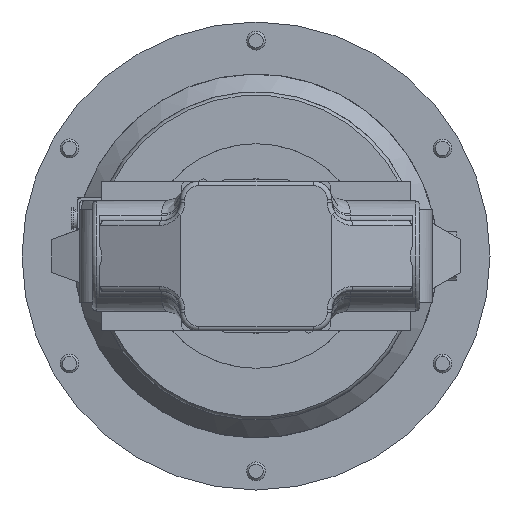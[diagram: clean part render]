
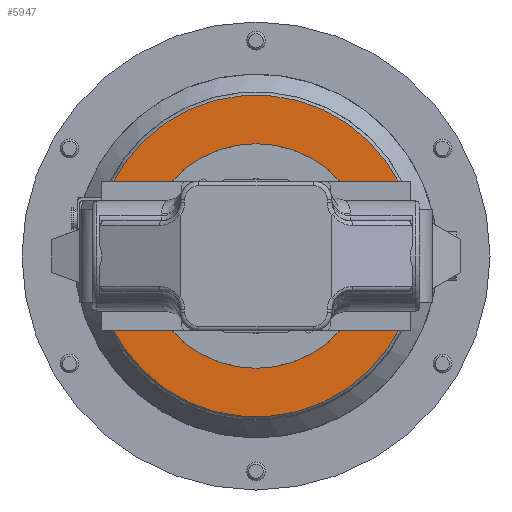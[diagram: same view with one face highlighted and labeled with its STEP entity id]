
A CAD part, front view. The second image highlights one B-rep face of the part: STEP entity #5947.
In plain terms, the highlighted planar face has unit normal (0, -1, 0).
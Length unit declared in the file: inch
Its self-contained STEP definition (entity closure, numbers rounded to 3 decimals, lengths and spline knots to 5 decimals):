
#28 = ORIENTED_EDGE ( 'NONE', *, *, #22970, .F. ) ;
#248 = DIRECTION ( 'NONE',  ( 0., -1., 0. ) ) ;
#289 = EDGE_CURVE ( 'NONE', #29820, #8568, #24717, .T. ) ;
#516 = AXIS2_PLACEMENT_3D ( 'NONE', #21750, #6164, #24357 ) ;
#946 = DIRECTION ( 'NONE',  ( 1., 0., 0. ) ) ;
#1043 = ORIENTED_EDGE ( 'NONE', *, *, #33474, .T. ) ;
#1205 = ORIENTED_EDGE ( 'NONE', *, *, #29039, .T. ) ;
#2047 = DIRECTION ( 'NONE',  ( 1., 0., 0. ) ) ;
#2483 = CARTESIAN_POINT ( 'NONE',  ( -2.11301, 16.989, 0.585 ) ) ;
#3416 = CARTESIAN_POINT ( 'NONE',  ( 2.35699, 16.989, -0.585 ) ) ;
#3685 = ORIENTED_EDGE ( 'NONE', *, *, #25816, .T. ) ;
#3764 = DIRECTION ( 'NONE',  ( -1., 0., 0. ) ) ;
#4749 = AXIS2_PLACEMENT_3D ( 'NONE', #21515, #5944, #24146 ) ;
#4798 = AXIS2_PLACEMENT_3D ( 'NONE', #15843, #248, #18445 ) ;
#4991 = DIRECTION ( 'NONE',  ( -1., 0., 0. ) ) ;
#5895 = CIRCLE ( 'NONE', #31062, 2.4285 ) ;
#5905 = VECTOR ( 'NONE', #946, 39.37008 ) ;
#5944 = DIRECTION ( 'NONE',  ( 0., -1., 0. ) ) ;
#5947 = ADVANCED_FACE ( 'NONE', ( #22407, #28575 ), #10604, .F. ) ;
#6164 = DIRECTION ( 'NONE',  ( 0., -1., 0. ) ) ;
#6532 = CARTESIAN_POINT ( 'NONE',  ( 0., 16.989, 0. ) ) ;
#7234 = VERTEX_POINT ( 'NONE', #18059 ) ;
#7543 = ORIENTED_EDGE ( 'NONE', *, *, #30696, .T. ) ;
#7715 = VECTOR ( 'NONE', #3764, 39.37008 ) ;
#7792 = CARTESIAN_POINT ( 'NONE',  ( 0., 16.989, 0. ) ) ;
#8517 = VERTEX_POINT ( 'NONE', #3416 ) ;
#8568 = VERTEX_POINT ( 'NONE', #8788 ) ;
#8788 = CARTESIAN_POINT ( 'NONE',  ( -2.11301, 16.989, 0.585 ) ) ;
#8791 = CARTESIAN_POINT ( 'NONE',  ( 2.35699, 16.989, 0.585 ) ) ;
#8823 = CARTESIAN_POINT ( 'NONE',  ( 0., 16.989, 0. ) ) ;
#9178 = DIRECTION ( 'NONE',  ( 1., 0., 0. ) ) ;
#9456 = EDGE_CURVE ( 'NONE', #29343, #19778, #33644, .T. ) ;
#9932 = CARTESIAN_POINT ( 'NONE',  ( 0., 16.989, -0.46 ) ) ;
#10430 = DIRECTION ( 'NONE',  ( 1., 0., 0. ) ) ;
#10604 = PLANE ( 'NONE',  #31063 ) ;
#10608 = CIRCLE ( 'NONE', #516, 2.14874 ) ;
#11305 = ORIENTED_EDGE ( 'NONE', *, *, #17303, .T. ) ;
#11409 = DIRECTION ( 'NONE',  ( 0., 0., 1. ) ) ;
#11634 = CARTESIAN_POINT ( 'NONE',  ( -2.06757, 16.989, 0.585 ) ) ;
#11776 = AXIS2_PLACEMENT_3D ( 'NONE', #33278, #17625, #2047 ) ;
#12262 = CARTESIAN_POINT ( 'NONE',  ( 2.06757, 16.989, -0.585 ) ) ;
#12565 = VERTEX_POINT ( 'NONE', #27746 ) ;
#12824 = VERTEX_POINT ( 'NONE', #15781 ) ;
#13224 = DIRECTION ( 'NONE',  ( 1., 0., 0. ) ) ;
#13484 = EDGE_CURVE ( 'NONE', #19778, #19338, #20330, .T. ) ;
#13529 = CIRCLE ( 'NONE', #4749, 1.5 ) ;
#13711 = AXIS2_PLACEMENT_3D ( 'NONE', #8823, #27023, #11409 ) ;
#15732 = EDGE_LOOP ( 'NONE', ( #22008, #15923, #7543, #20905, #24145, #11305, #3685, #1043, #1205 ) ) ;
#15746 = DIRECTION ( 'NONE',  ( 1., 0., 0. ) ) ;
#15781 = CARTESIAN_POINT ( 'NONE',  ( 0., 16.989, 1.5 ) ) ;
#15782 = CARTESIAN_POINT ( 'NONE',  ( -2.06757, 16.989, -0.585 ) ) ;
#15843 = CARTESIAN_POINT ( 'NONE',  ( 0., 16.989, 0. ) ) ;
#15923 = ORIENTED_EDGE ( 'NONE', *, *, #289, .T. ) ;
#16636 = CARTESIAN_POINT ( 'NONE',  ( -2.11301, 16.989, 0.585 ) ) ;
#17303 = EDGE_CURVE ( 'NONE', #19338, #8517, #25239, .T. ) ;
#17364 = EDGE_CURVE ( 'NONE', #32144, #29820, #10608, .T. ) ;
#17625 = DIRECTION ( 'NONE',  ( 0., -1., 0. ) ) ;
#18059 = CARTESIAN_POINT ( 'NONE',  ( 0., 16.989, -1.5 ) ) ;
#18445 = DIRECTION ( 'NONE',  ( 1., 0., 0. ) ) ;
#19123 = CARTESIAN_POINT ( 'NONE',  ( -2.11301, 16.989, -0.585 ) ) ;
#19215 = ORIENTED_EDGE ( 'NONE', *, *, #29721, .F. ) ;
#19338 = VERTEX_POINT ( 'NONE', #12262 ) ;
#19778 = VERTEX_POINT ( 'NONE', #15782 ) ;
#20330 = CIRCLE ( 'NONE', #11776, 2.14874 ) ;
#20905 = ORIENTED_EDGE ( 'NONE', *, *, #9456, .T. ) ;
#21271 = CARTESIAN_POINT ( 'NONE',  ( 2.06757, 16.989, 0.585 ) ) ;
#21515 = CARTESIAN_POINT ( 'NONE',  ( 0., 16.989, 0. ) ) ;
#21581 = EDGE_LOOP ( 'NONE', ( #19215, #28 ) ) ;
#21750 = CARTESIAN_POINT ( 'NONE',  ( 0., 16.989, 0. ) ) ;
#22008 = ORIENTED_EDGE ( 'NONE', *, *, #17364, .T. ) ;
#22221 = AXIS2_PLACEMENT_3D ( 'NONE', #6532, #24736, #9178 ) ;
#22407 = FACE_BOUND ( 'NONE', #21581, .T. ) ;
#22970 = EDGE_CURVE ( 'NONE', #12824, #7234, #13529, .T. ) ;
#23080 = VECTOR ( 'NONE', #4991, 39.37008 ) ;
#24145 = ORIENTED_EDGE ( 'NONE', *, *, #13484, .T. ) ;
#24146 = DIRECTION ( 'NONE',  ( 0., 0., 1. ) ) ;
#24357 = DIRECTION ( 'NONE',  ( 1., 0., 0. ) ) ;
#24717 = LINE ( 'NONE', #2483, #23080 ) ;
#24736 = DIRECTION ( 'NONE',  ( 0., -1., 0. ) ) ;
#25239 = LINE ( 'NONE', #31353, #32222 ) ;
#25816 = EDGE_CURVE ( 'NONE', #8517, #12565, #30222, .T. ) ;
#25977 = CIRCLE ( 'NONE', #22221, 2.1925 ) ;
#26009 = DIRECTION ( 'NONE',  ( 0., -1., 0. ) ) ;
#27023 = DIRECTION ( 'NONE',  ( 0., -1., 0. ) ) ;
#27746 = CARTESIAN_POINT ( 'NONE',  ( 2.4285, 16.989, 0. ) ) ;
#28575 = FACE_OUTER_BOUND ( 'NONE', #15732, .T. ) ;
#28825 = DIRECTION ( 'NONE',  ( 0., 1., 0. ) ) ;
#29039 = EDGE_CURVE ( 'NONE', #32295, #32144, #33816, .T. ) ;
#29292 = CIRCLE ( 'NONE', #13711, 1.5 ) ;
#29343 = VERTEX_POINT ( 'NONE', #32971 ) ;
#29721 = EDGE_CURVE ( 'NONE', #7234, #12824, #29292, .T. ) ;
#29820 = VERTEX_POINT ( 'NONE', #11634 ) ;
#30222 = CIRCLE ( 'NONE', #4798, 2.4285 ) ;
#30696 = EDGE_CURVE ( 'NONE', #8568, #29343, #25977, .T. ) ;
#31062 = AXIS2_PLACEMENT_3D ( 'NONE', #7792, #26009, #10430 ) ;
#31063 = AXIS2_PLACEMENT_3D ( 'NONE', #9932, #28825, #13224 ) ;
#31353 = CARTESIAN_POINT ( 'NONE',  ( -2.11301, 16.989, -0.585 ) ) ;
#32144 = VERTEX_POINT ( 'NONE', #21271 ) ;
#32222 = VECTOR ( 'NONE', #15746, 39.37008 ) ;
#32295 = VERTEX_POINT ( 'NONE', #8791 ) ;
#32971 = CARTESIAN_POINT ( 'NONE',  ( -2.11301, 16.989, -0.585 ) ) ;
#33278 = CARTESIAN_POINT ( 'NONE',  ( 0., 16.989, 0. ) ) ;
#33474 = EDGE_CURVE ( 'NONE', #12565, #32295, #5895, .T. ) ;
#33644 = LINE ( 'NONE', #19123, #5905 ) ;
#33816 = LINE ( 'NONE', #16636, #7715 ) ;
